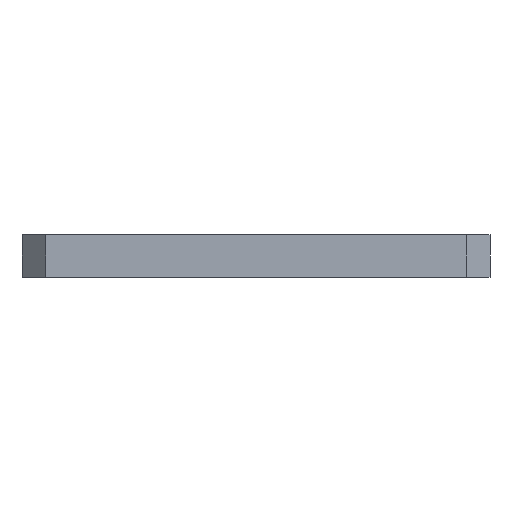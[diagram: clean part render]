
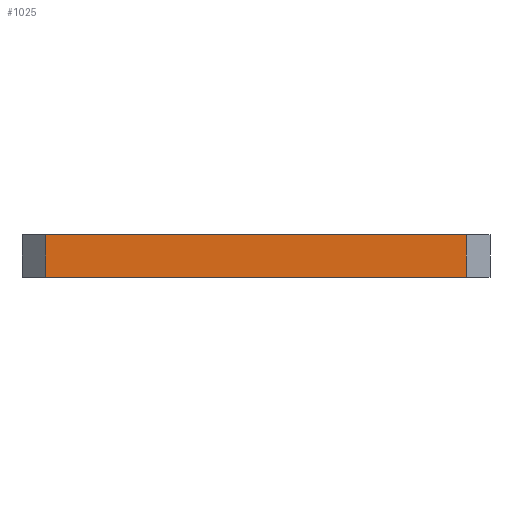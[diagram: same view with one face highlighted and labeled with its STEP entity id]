
A CAD part, front view. The second image highlights one B-rep face of the part: STEP entity #1025.
In plain terms, the highlighted planar face has unit normal (0, -1, 0).
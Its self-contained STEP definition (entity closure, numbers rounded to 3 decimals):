
#654 = VERTEX_POINT('',#655);
#655 = CARTESIAN_POINT('',(44.4,-66.9,-9.));
#661 = EDGE_CURVE('',#654,#662,#664,.T.);
#662 = VERTEX_POINT('',#663);
#663 = CARTESIAN_POINT('',(-44.4,-66.9,-9.));
#664 = LINE('',#665,#666);
#665 = CARTESIAN_POINT('',(44.4,-66.9,-9.));
#666 = VECTOR('',#667,1.);
#667 = DIRECTION('',(-1.,0.,0.));
#799 = VERTEX_POINT('',#800);
#800 = CARTESIAN_POINT('',(-44.4,-66.9,0.));
#806 = EDGE_CURVE('',#807,#799,#809,.T.);
#807 = VERTEX_POINT('',#808);
#808 = CARTESIAN_POINT('',(44.4,-66.9,0.));
#809 = LINE('',#810,#811);
#810 = CARTESIAN_POINT('',(44.4,-66.9,0.));
#811 = VECTOR('',#812,1.);
#812 = DIRECTION('',(-1.,0.,0.));
#867 = EDGE_CURVE('',#807,#654,#868,.T.);
#868 = LINE('',#869,#870);
#869 = CARTESIAN_POINT('',(44.4,-66.9,0.));
#870 = VECTOR('',#871,1.);
#871 = DIRECTION('',(-0.,-0.,-1.));
#945 = EDGE_CURVE('',#799,#662,#946,.T.);
#946 = LINE('',#947,#948);
#947 = CARTESIAN_POINT('',(-44.4,-66.9,0.));
#948 = VECTOR('',#949,1.);
#949 = DIRECTION('',(-0.,-0.,-1.));
#1025 = ADVANCED_FACE('',(#1026),#1032,.F.);
#1026 = FACE_BOUND('',#1027,.F.);
#1027 = EDGE_LOOP('',(#1028,#1029,#1030,#1031));
#1028 = ORIENTED_EDGE('',*,*,#867,.T.);
#1029 = ORIENTED_EDGE('',*,*,#661,.T.);
#1030 = ORIENTED_EDGE('',*,*,#945,.F.);
#1031 = ORIENTED_EDGE('',*,*,#806,.F.);
#1032 = PLANE('',#1033);
#1033 = AXIS2_PLACEMENT_3D('',#1034,#1035,#1036);
#1034 = CARTESIAN_POINT('',(44.4,-66.9,0.));
#1035 = DIRECTION('',(0.,1.,0.));
#1036 = DIRECTION('',(-1.,0.,0.));
